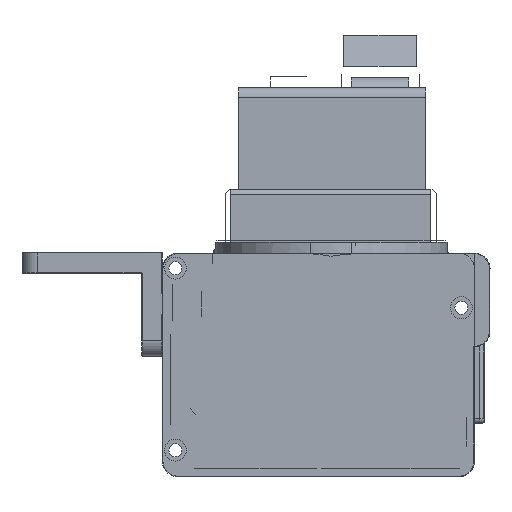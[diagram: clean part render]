
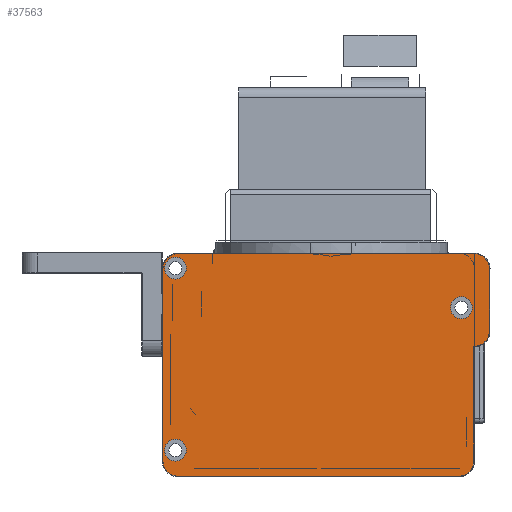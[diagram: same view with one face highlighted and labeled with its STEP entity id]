
A CAD part, front view. The second image highlights one B-rep face of the part: STEP entity #37563.
In plain terms, the highlighted planar face has unit normal (0, -1, 0).
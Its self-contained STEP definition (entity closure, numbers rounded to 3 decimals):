
#995=FACE_BOUND('',#5445,.T.);
#996=FACE_BOUND('',#5446,.T.);
#997=FACE_BOUND('',#5447,.T.);
#2211=PLANE('',#39838);
#3732=FACE_OUTER_BOUND('',#5444,.T.);
#5444=EDGE_LOOP('',(#34245,#34246,#34247,#34248,#34249,#34250,#34251,#34252,
#34253,#34254));
#5445=EDGE_LOOP('',(#34255));
#5446=EDGE_LOOP('',(#34256));
#5447=EDGE_LOOP('',(#34257));
#6310=CIRCLE('',#39839,2.9);
#6311=CIRCLE('',#39840,2.9);
#6312=CIRCLE('',#39841,2.9);
#6313=CIRCLE('',#39842,2.9);
#6314=CIRCLE('',#39843,2.9);
#6315=CIRCLE('',#39844,2.1);
#6316=CIRCLE('',#39845,2.1);
#6317=CIRCLE('',#39846,2.1);
#10066=LINE('',#62284,#14766);
#10067=LINE('',#62288,#14767);
#10068=LINE('',#62292,#14768);
#10069=LINE('',#62296,#14769);
#10070=LINE('',#62299,#14770);
#14766=VECTOR('',#47847,12.);
#14767=VECTOR('',#47850,57.);
#14768=VECTOR('',#47853,37.);
#14769=VECTOR('',#47856,54.);
#14770=VECTOR('',#47859,22.102);
#18887=VERTEX_POINT('',#62280);
#18888=VERTEX_POINT('',#62281);
#18889=VERTEX_POINT('',#62283);
#18890=VERTEX_POINT('',#62285);
#18891=VERTEX_POINT('',#62287);
#18892=VERTEX_POINT('',#62289);
#18893=VERTEX_POINT('',#62291);
#18894=VERTEX_POINT('',#62293);
#18895=VERTEX_POINT('',#62295);
#18896=VERTEX_POINT('',#62297);
#18897=VERTEX_POINT('',#62300);
#18898=VERTEX_POINT('',#62302);
#18899=VERTEX_POINT('',#62304);
#24696=EDGE_CURVE('',#18887,#18888,#6310,.T.);
#24697=EDGE_CURVE('',#18888,#18889,#10066,.T.);
#24698=EDGE_CURVE('',#18889,#18890,#6311,.T.);
#24699=EDGE_CURVE('',#18890,#18891,#10067,.T.);
#24700=EDGE_CURVE('',#18891,#18892,#6312,.T.);
#24701=EDGE_CURVE('',#18892,#18893,#10068,.T.);
#24702=EDGE_CURVE('',#18893,#18894,#6313,.T.);
#24703=EDGE_CURVE('',#18894,#18895,#10069,.T.);
#24704=EDGE_CURVE('',#18895,#18896,#6314,.T.);
#24705=EDGE_CURVE('',#18896,#18887,#10070,.T.);
#24706=EDGE_CURVE('',#18897,#18897,#6315,.T.);
#24707=EDGE_CURVE('',#18898,#18898,#6316,.T.);
#24708=EDGE_CURVE('',#18899,#18899,#6317,.T.);
#34245=ORIENTED_EDGE('',*,*,#24696,.T.);
#34246=ORIENTED_EDGE('',*,*,#24697,.T.);
#34247=ORIENTED_EDGE('',*,*,#24698,.T.);
#34248=ORIENTED_EDGE('',*,*,#24699,.T.);
#34249=ORIENTED_EDGE('',*,*,#24700,.T.);
#34250=ORIENTED_EDGE('',*,*,#24701,.T.);
#34251=ORIENTED_EDGE('',*,*,#24702,.T.);
#34252=ORIENTED_EDGE('',*,*,#24703,.T.);
#34253=ORIENTED_EDGE('',*,*,#24704,.T.);
#34254=ORIENTED_EDGE('',*,*,#24705,.T.);
#34255=ORIENTED_EDGE('',*,*,#24706,.F.);
#34256=ORIENTED_EDGE('',*,*,#24707,.F.);
#34257=ORIENTED_EDGE('',*,*,#24708,.F.);
#37563=ADVANCED_FACE('',(#3732,#995,#996,#997),#2211,.F.);
#39838=AXIS2_PLACEMENT_3D('',#62279,#47843,#47844);
#39839=AXIS2_PLACEMENT_3D('',#62282,#47845,#47846);
#39840=AXIS2_PLACEMENT_3D('',#62286,#47848,#47849);
#39841=AXIS2_PLACEMENT_3D('',#62290,#47851,#47852);
#39842=AXIS2_PLACEMENT_3D('',#62294,#47854,#47855);
#39843=AXIS2_PLACEMENT_3D('',#62298,#47857,#47858);
#39844=AXIS2_PLACEMENT_3D('',#62301,#47860,#47861);
#39845=AXIS2_PLACEMENT_3D('',#62303,#47862,#47863);
#39846=AXIS2_PLACEMENT_3D('',#62305,#47864,#47865);
#47843=DIRECTION('center_axis',(0.,1.,0.));
#47844=DIRECTION('ref_axis',(-1.,0.,0.));
#47845=DIRECTION('center_axis',(0.,-1.,0.));
#47846=DIRECTION('ref_axis',(0.707,0.,-0.707));
#47847=DIRECTION('',(0.,0.,1.));
#47848=DIRECTION('center_axis',(0.,-1.,0.));
#47849=DIRECTION('ref_axis',(0.707,0.,0.707));
#47850=DIRECTION('',(-1.,0.,0.));
#47851=DIRECTION('center_axis',(0.,-1.,0.));
#47852=DIRECTION('ref_axis',(-0.707,0.,0.707));
#47853=DIRECTION('',(0.,0.,-1.));
#47854=DIRECTION('center_axis',(0.,-1.,0.));
#47855=DIRECTION('ref_axis',(-0.707,0.,-0.707));
#47856=DIRECTION('',(1.,0.,0.));
#47857=DIRECTION('center_axis',(0.,-1.,0.));
#47858=DIRECTION('ref_axis',(0.707,0.,-0.707));
#47859=DIRECTION('',(0.,0.,1.));
#47860=DIRECTION('center_axis',(0.,-1.,0.));
#47861=DIRECTION('ref_axis',(-1.,0.,0.));
#47862=DIRECTION('center_axis',(0.,-1.,0.));
#47863=DIRECTION('ref_axis',(-1.,0.,0.));
#47864=DIRECTION('center_axis',(0.,-1.,0.));
#47865=DIRECTION('ref_axis',(-1.,0.,0.));
#62279=CARTESIAN_POINT('Origin',(-0.1,-52.,20.4));
#62280=CARTESIAN_POINT('',(29.8,-52.,24.002));
#62281=CARTESIAN_POINT('',(32.8,-52.,26.9));
#62282=CARTESIAN_POINT('Origin',(29.9,-52.,26.9));
#62283=CARTESIAN_POINT('',(32.8,-52.,38.9));
#62284=CARTESIAN_POINT('',(32.8,-52.,22.15));
#62285=CARTESIAN_POINT('',(29.9,-52.,41.8));
#62286=CARTESIAN_POINT('Origin',(29.9,-52.,38.9));
#62287=CARTESIAN_POINT('',(-27.1,-52.,41.8));
#62288=CARTESIAN_POINT('',(-15.1,-52.,41.8));
#62289=CARTESIAN_POINT('',(-30.,-52.,38.9));
#62290=CARTESIAN_POINT('Origin',(-27.1,-52.,38.9));
#62291=CARTESIAN_POINT('',(-30.,-52.,1.9));
#62292=CARTESIAN_POINT('',(-30.,-52.,9.65));
#62293=CARTESIAN_POINT('',(-27.1,-52.,-1.));
#62294=CARTESIAN_POINT('Origin',(-27.1,-52.,1.9));
#62295=CARTESIAN_POINT('',(26.9,-52.,-1.));
#62296=CARTESIAN_POINT('',(14.9,-52.,-1.));
#62297=CARTESIAN_POINT('',(29.8,-52.,1.9));
#62298=CARTESIAN_POINT('Origin',(26.9,-52.,1.9));
#62299=CARTESIAN_POINT('',(29.8,-52.,31.15));
#62300=CARTESIAN_POINT('',(-29.7,-52.,4.));
#62301=CARTESIAN_POINT('Origin',(-27.6,-52.,4.));
#62302=CARTESIAN_POINT('',(25.3,-52.,31.4));
#62303=CARTESIAN_POINT('Origin',(27.4,-52.,31.4));
#62304=CARTESIAN_POINT('',(-29.7,-52.,39.));
#62305=CARTESIAN_POINT('Origin',(-27.6,-52.,39.));
